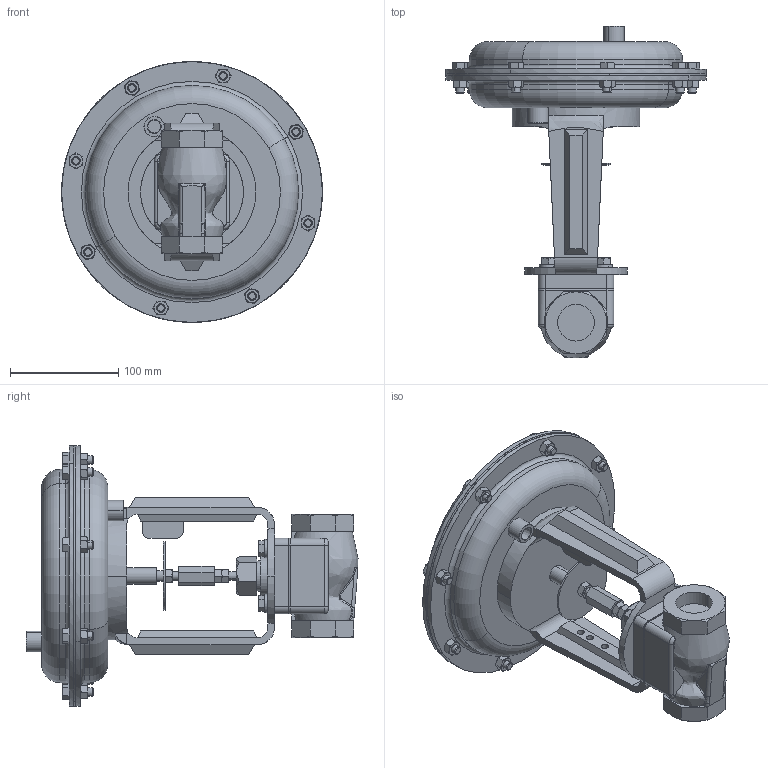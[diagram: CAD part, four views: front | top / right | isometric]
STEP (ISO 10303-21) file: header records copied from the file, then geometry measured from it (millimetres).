
FILE_DESCRIPTION (( 'STEP AP203' ), '1' );
FILE_NAME ('78-100-ALL-SW-35M.STEP', '2017-09-27T13:25:39', ( '' ), ( '' ), 'SwSTEP 2.0', 'SolidWorks 2014', '' );
FILE_SCHEMA (( 'CONFIG_CONTROL_DESIGN' ));
Length unit declared in the file: inch
Products named in the file (1): 78-100-ALL-SW-35M
Bounding box: 241.3 x 307.19 x 241.3 mm (x, y, z)
Volume: 2775759.1 mm3; surface area: 282667.6 mm2
Topology: 6 solids, 6 shells, 799 faces, 1895 edges, 1179 vertices
Faces by surface type: plane 329, cone 263, cylinder 149, bspline 40, torus 18
Entity records: 32176 total; most frequent: CARTESIAN_POINT 14794, ORIENTED_EDGE 3790, DIRECTION 3290, EDGE_CURVE 1895, AXIS2_PLACEMENT_3D 1319, VERTEX_POINT 1179, EDGE_LOOP 884, FACE_OUTER_BOUND 799
